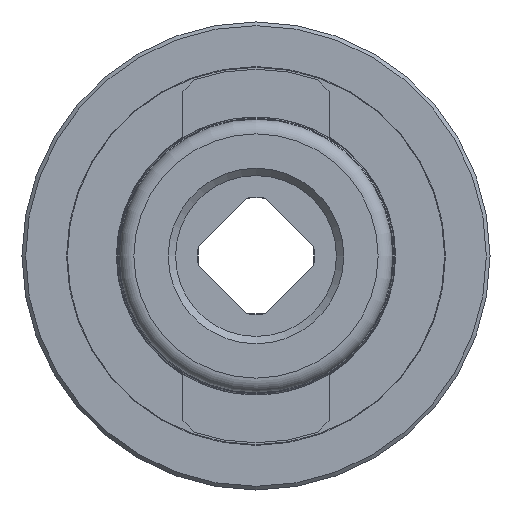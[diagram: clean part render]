
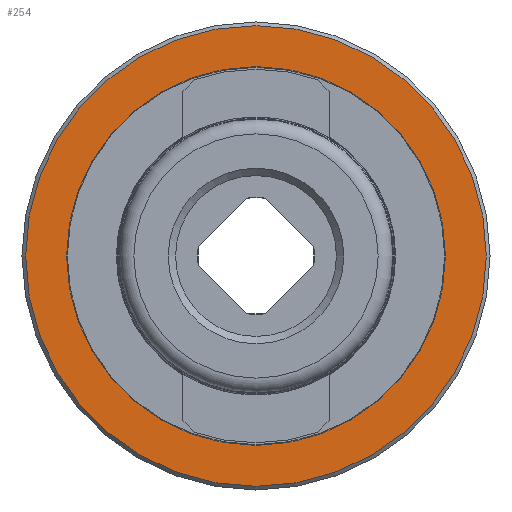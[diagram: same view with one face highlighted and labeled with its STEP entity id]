
A CAD part, left-side view. The second image highlights one B-rep face of the part: STEP entity #254.
In plain terms, the highlighted planar face has unit normal (-1, 0, 0).
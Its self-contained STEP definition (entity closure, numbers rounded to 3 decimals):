
#254 = ADVANCED_FACE( '', ( #614, #615 ), #616, .F. );
#614 = FACE_OUTER_BOUND( '', #1109, .T. );
#615 = FACE_BOUND( '', #1110, .T. );
#616 = PLANE( '', #1111 );
#1109 = EDGE_LOOP( '', ( #1760 ) );
#1110 = EDGE_LOOP( '', ( #1761 ) );
#1111 = AXIS2_PLACEMENT_3D( '', #1762, #1763, #1764 );
#1760 = ORIENTED_EDGE( '', *, *, #2748, .T. );
#1761 = ORIENTED_EDGE( '', *, *, #2749, .T. );
#1762 = CARTESIAN_POINT( '', ( 4., 12.767, 0. ) );
#1763 = DIRECTION( '', ( 1., 0., 0. ) );
#1764 = DIRECTION( '', ( 0., 0., -1. ) );
#2748 = EDGE_CURVE( '', #3285, #3285, #3286, .F. );
#2749 = EDGE_CURVE( '', #3287, #3287, #3288, .T. );
#3285 = VERTEX_POINT( '', #3997 );
#3286 = CIRCLE( '', #3998, 15.75 );
#3287 = VERTEX_POINT( '', #3999 );
#3288 = CIRCLE( '', #4000, 12.95 );
#3997 = CARTESIAN_POINT( '', ( 4., 0., -15.75 ) );
#3998 = AXIS2_PLACEMENT_3D( '', #4660, #4661, #4662 );
#3999 = CARTESIAN_POINT( '', ( 4., -12.95, 0. ) );
#4000 = AXIS2_PLACEMENT_3D( '', #4663, #4664, #4665 );
#4660 = CARTESIAN_POINT( '', ( 4., 0., 0. ) );
#4661 = DIRECTION( '', ( 1., 0., 0. ) );
#4662 = DIRECTION( '', ( 0., 0., -1. ) );
#4663 = CARTESIAN_POINT( '', ( 4., 0., 0. ) );
#4664 = DIRECTION( '', ( 1., 0., 0. ) );
#4665 = DIRECTION( '', ( 0., -1., 0. ) );
